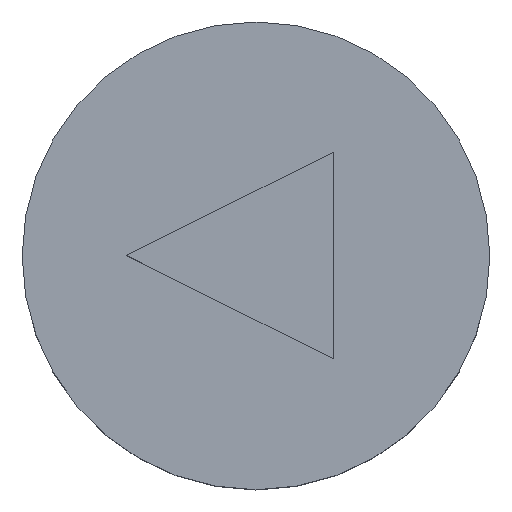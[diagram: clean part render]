
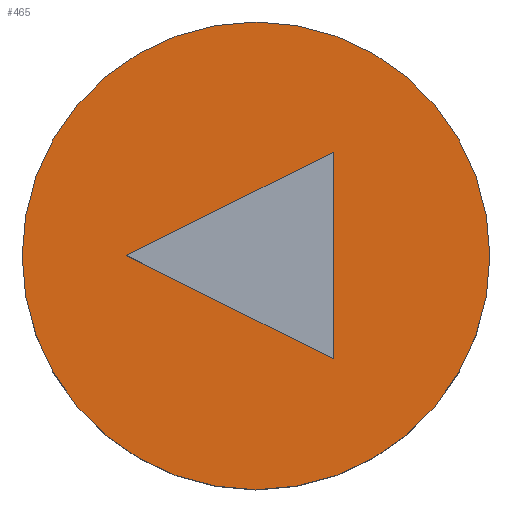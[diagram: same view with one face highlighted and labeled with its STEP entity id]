
A CAD part, top view. The second image highlights one B-rep face of the part: STEP entity #465.
In plain terms, the highlighted planar face has unit normal (0, 0, 1).
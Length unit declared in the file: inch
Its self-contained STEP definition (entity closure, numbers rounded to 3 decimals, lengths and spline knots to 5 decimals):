
#9 = CARTESIAN_POINT ( 'NONE',  ( -0.17259, 0., -0.28 ) ) ;
#26 = EDGE_CURVE ( 'NONE', #449, #204, #346, .T. ) ;
#31 = ORIENTED_EDGE ( 'NONE', *, *, #313, .T. ) ;
#44 = VERTEX_POINT ( 'NONE', #483 ) ;
#91 = DIRECTION ( 'NONE',  ( -0.894, 0.447, 0. ) ) ;
#97 = CARTESIAN_POINT ( 'NONE',  ( 0.103, 0., -0.28 ) ) ;
#110 = AXIS2_PLACEMENT_3D ( 'NONE', #415, #506, #654 ) ;
#117 = CARTESIAN_POINT ( 'NONE',  ( 0.103, -0.1378, -0.28 ) ) ;
#195 = DIRECTION ( 'NONE',  ( -1., 0., 0. ) ) ;
#204 = VERTEX_POINT ( 'NONE', #117 ) ;
#238 = DIRECTION ( 'NONE',  ( 0.894, 0.447, 0. ) ) ;
#313 = EDGE_CURVE ( 'NONE', #44, #449, #656, .T. ) ;
#334 = ORIENTED_EDGE ( 'NONE', *, *, #923, .T. ) ;
#335 = PLANE ( 'NONE',  #110 ) ;
#339 = ORIENTED_EDGE ( 'NONE', *, *, #26, .T. ) ;
#346 = LINE ( 'NONE', #97, #799 ) ;
#347 = DIRECTION ( 'NONE',  ( 0., 0., -1. ) ) ;
#358 = ORIENTED_EDGE ( 'NONE', *, *, #499, .F. ) ;
#377 = FACE_BOUND ( 'NONE', #753, .T. ) ;
#415 = CARTESIAN_POINT ( 'NONE',  ( 0.03369, 0., -0.28 ) ) ;
#422 = CARTESIAN_POINT ( 'NONE',  ( 0., 0., -0.28 ) ) ;
#449 = VERTEX_POINT ( 'NONE', #495 ) ;
#465 = ADVANCED_FACE ( 'NONE', ( #810, #377 ), #335, .T. ) ;
#483 = CARTESIAN_POINT ( 'NONE',  ( -0.17259, 0., -0.28 ) ) ;
#495 = CARTESIAN_POINT ( 'NONE',  ( 0.103, 0.1378, -0.28 ) ) ;
#499 = EDGE_CURVE ( 'NONE', #755, #755, #551, .T. ) ;
#506 = DIRECTION ( 'NONE',  ( 0., 0., 1. ) ) ;
#516 = VECTOR ( 'NONE', #238, 39.37008 ) ;
#551 = CIRCLE ( 'NONE', #601, 0.3125 ) ;
#601 = AXIS2_PLACEMENT_3D ( 'NONE', #422, #347, #195 ) ;
#614 = CARTESIAN_POINT ( 'NONE',  ( 0.103, -0.1378, -0.28 ) ) ;
#638 = DIRECTION ( 'NONE',  ( 0., -1., 0. ) ) ;
#654 = DIRECTION ( 'NONE',  ( 1., 0., 0. ) ) ;
#656 = LINE ( 'NONE', #9, #516 ) ;
#720 = CARTESIAN_POINT ( 'NONE',  ( -0.3125, 0., -0.28 ) ) ;
#753 = EDGE_LOOP ( 'NONE', ( #31, #339, #334 ) ) ;
#755 = VERTEX_POINT ( 'NONE', #720 ) ;
#778 = EDGE_LOOP ( 'NONE', ( #358 ) ) ;
#779 = LINE ( 'NONE', #614, #903 ) ;
#799 = VECTOR ( 'NONE', #638, 39.37008 ) ;
#810 = FACE_OUTER_BOUND ( 'NONE', #778, .T. ) ;
#903 = VECTOR ( 'NONE', #91, 39.37008 ) ;
#923 = EDGE_CURVE ( 'NONE', #204, #44, #779, .T. ) ;
